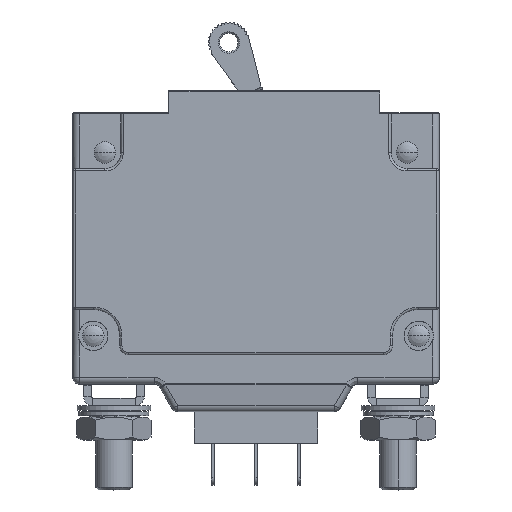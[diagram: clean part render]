
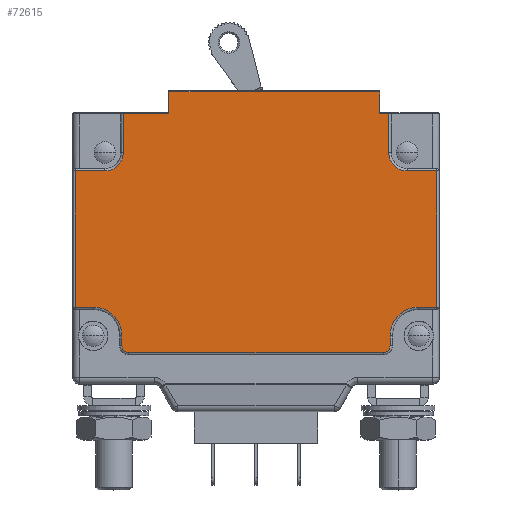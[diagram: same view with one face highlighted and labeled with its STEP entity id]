
A CAD part, top view. The second image highlights one B-rep face of the part: STEP entity #72615.
In plain terms, the highlighted planar face has unit normal (0, 0, 1).
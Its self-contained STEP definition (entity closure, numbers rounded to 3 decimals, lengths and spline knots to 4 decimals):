
#2701=DIRECTION('',(0.,-1.,0.));
#2702=VECTOR('',#2701,0.9293);
#2703=CARTESIAN_POINT('',(-1.3583,-0.2104,
0.372));
#2704=LINE('',#2703,#2702);
#2705=DIRECTION('',(-1.,0.,0.));
#2706=VECTOR('',#2705,0.2023);
#2707=CARTESIAN_POINT('',(-1.156,-0.2104,0.372));
#2708=LINE('',#2707,#2706);
#2709=CARTESIAN_POINT('',(-1.156,-0.085,0.372));
#2710=DIRECTION('',(0.,0.,-1.));
#2711=DIRECTION('',(1.,0.,0.));
#2712=AXIS2_PLACEMENT_3D('',#2709,#2710,#2711);
#2714=DIRECTION('',(0.,-1.,0.));
#2715=VECTOR('',#2714,0.268);
#2716=CARTESIAN_POINT('',(-1.0306,0.183,
0.372));
#2717=LINE('',#2716,#2715);
#2718=DIRECTION('',(-1.,0.,0.));
#2719=VECTOR('',#2718,0.3116);
#2720=CARTESIAN_POINT('',(-0.719,0.183,0.372));
#2721=LINE('',#2720,#2719);
#2722=DIRECTION('',(-1.,0.,0.));
#2723=VECTOR('',#2722,1.438);
#2724=CARTESIAN_POINT('',(0.719,0.3282,0.372));
#2725=LINE('',#2724,#2723);
#2726=DIRECTION('',(0.,-1.,0.));
#2727=VECTOR('',#2726,0.1451);
#2728=CARTESIAN_POINT('',(0.719,0.3282,0.372));
#2729=LINE('',#2728,#2727);
#2730=DIRECTION('',(-1.,0.,0.));
#2731=VECTOR('',#2730,0.0616);
#2732=CARTESIAN_POINT('',(0.7806,0.183,0.372));
#2733=LINE('',#2732,#2731);
#2734=DIRECTION('',(0.,1.,0.));
#2735=VECTOR('',#2734,0.268);
#2736=CARTESIAN_POINT('',(0.7806,-0.085,0.372));
#2737=LINE('',#2736,#2735);
#2738=CARTESIAN_POINT('',(0.906,-0.085,0.372));
#2739=DIRECTION('',(0.,0.,-1.));
#2740=DIRECTION('',(0.,-1.,0.));
#2741=AXIS2_PLACEMENT_3D('',#2738,#2739,#2740);
#2743=DIRECTION('',(-1.,0.,0.));
#2744=VECTOR('',#2743,0.2023);
#2745=CARTESIAN_POINT('',(1.1083,-0.2104,
0.372));
#2746=LINE('',#2745,#2744);
#2747=DIRECTION('',(0.,1.,0.));
#2748=VECTOR('',#2747,0.9293);
#2749=CARTESIAN_POINT('',(1.1083,-1.1396,
0.372));
#2750=LINE('',#2749,#2748);
#2751=DIRECTION('',(1.,0.,0.));
#2752=VECTOR('',#2751,0.1233);
#2753=CARTESIAN_POINT('',(0.985,-1.1396,0.372));
#2754=LINE('',#2753,#2752);
#2755=CARTESIAN_POINT('',(0.985,-1.335,0.372));
#2756=DIRECTION('',(0.,0.,-1.));
#2757=DIRECTION('',(-1.,0.,0.));
#2758=AXIS2_PLACEMENT_3D('',#2755,#2756,#2757);
#2760=DIRECTION('',(0.,1.,0.));
#2761=VECTOR('',#2760,0.068);
#2762=CARTESIAN_POINT('',(0.7896,-1.403,0.372));
#2763=LINE('',#2762,#2761);
#2764=CARTESIAN_POINT('',(0.743,-1.403,0.372));
#2765=DIRECTION('',(0.,0.,1.));
#2766=DIRECTION('',(0.,-1.,0.));
#2767=AXIS2_PLACEMENT_3D('',#2764,#2765,#2766);
#2769=DIRECTION('',(1.,0.,0.));
#2770=VECTOR('',#2769,1.736);
#2771=CARTESIAN_POINT('',(-0.993,-1.4496,0.372));
#2772=LINE('',#2771,#2770);
#2773=CARTESIAN_POINT('',(-0.993,-1.403,0.372));
#2774=DIRECTION('',(0.,0.,1.));
#2775=DIRECTION('',(-1.,0.,0.));
#2776=AXIS2_PLACEMENT_3D('',#2773,#2774,#2775);
#2778=DIRECTION('',(0.,-1.,0.));
#2779=VECTOR('',#2778,0.068);
#2780=CARTESIAN_POINT('',(-1.0396,-1.335,0.372));
#2781=LINE('',#2780,#2779);
#2782=CARTESIAN_POINT('',(-1.235,-1.335,0.372));
#2783=DIRECTION('',(0.,0.,-1.));
#2784=DIRECTION('',(0.,1.,0.));
#2785=AXIS2_PLACEMENT_3D('',#2782,#2783,#2784);
#2787=DIRECTION('',(1.,0.,0.));
#2788=VECTOR('',#2787,0.1233);
#2789=CARTESIAN_POINT('',(-1.3583,-1.1396,
0.372));
#2790=LINE('',#2789,#2788);
#4901=CARTESIAN_POINT('',(-1.0306,0.183,
0.372));
#17133=DIRECTION('',(0.,-1.,0.));
#17134=VECTOR('',#17133,0.1451);
#17135=CARTESIAN_POINT('',(-0.719,0.3282,0.372));
#17136=LINE('',#17135,#17134);
#17160=CARTESIAN_POINT('',(0.7806,0.183,0.372));
#68661=CARTESIAN_POINT('',(0.906,-0.2104,0.372));
#68662=CARTESIAN_POINT('',(0.7806,-0.085,0.372));
#68663=VERTEX_POINT('',#68661);
#68664=VERTEX_POINT('',#68662);
#68669=CARTESIAN_POINT('',(-1.0306,-0.085,0.372));
#68670=CARTESIAN_POINT('',(-1.156,-0.2104,0.372));
#68671=VERTEX_POINT('',#68669);
#68672=VERTEX_POINT('',#68670);
#68677=CARTESIAN_POINT('',(0.7896,-1.335,0.372));
#68678=CARTESIAN_POINT('',(0.985,-1.1396,0.372));
#68679=VERTEX_POINT('',#68677);
#68680=VERTEX_POINT('',#68678);
#68685=CARTESIAN_POINT('',(0.7896,-1.403,0.372));
#68686=VERTEX_POINT('',#68685);
#68689=CARTESIAN_POINT('',(0.743,-1.4496,0.372));
#68690=VERTEX_POINT('',#68689);
#68693=CARTESIAN_POINT('',(-0.993,-1.4496,0.372));
#68694=VERTEX_POINT('',#68693);
#68697=CARTESIAN_POINT('',(-1.0396,-1.403,0.372));
#68698=VERTEX_POINT('',#68697);
#68701=CARTESIAN_POINT('',(-1.0396,-1.335,0.372));
#68702=VERTEX_POINT('',#68701);
#68705=CARTESIAN_POINT('',(-1.235,-1.1396,0.372));
#68706=VERTEX_POINT('',#68705);
#69094=VERTEX_POINT('',#17160);
#69097=VERTEX_POINT('',#4901);
#69202=CARTESIAN_POINT('',(-1.3583,-1.1396,
0.372));
#69203=VERTEX_POINT('',#69202);
#69204=CARTESIAN_POINT('',(-1.3583,-0.2104,
0.372));
#69205=VERTEX_POINT('',#69204);
#69222=CARTESIAN_POINT('',(1.1083,-0.2104,
0.372));
#69223=VERTEX_POINT('',#69222);
#69224=CARTESIAN_POINT('',(1.1083,-1.1396,
0.372));
#69225=VERTEX_POINT('',#69224);
#69238=CARTESIAN_POINT('',(0.719,0.183,0.372));
#69239=VERTEX_POINT('',#69238);
#69240=CARTESIAN_POINT('',(-0.719,0.183,0.372));
#69241=VERTEX_POINT('',#69240);
#69345=CARTESIAN_POINT('',(-0.719,0.3282,0.372));
#69347=VERTEX_POINT('',#69345);
#69351=CARTESIAN_POINT('',(0.719,0.3282,0.372));
#69352=VERTEX_POINT('',#69351);
#72565=CARTESIAN_POINT('',(0.,0.,0.372));
#72566=DIRECTION('',(0.,0.,-1.));
#72567=DIRECTION('',(-1.,0.,0.));
#72568=AXIS2_PLACEMENT_3D('',#72565,#72566,#72567);
#72569=PLANE('',#72568);
#72571=ORIENTED_EDGE('',*,*,#72570,.F.);
#72573=ORIENTED_EDGE('',*,*,#72572,.F.);
#72575=ORIENTED_EDGE('',*,*,#72574,.F.);
#72577=ORIENTED_EDGE('',*,*,#72576,.F.);
#72579=ORIENTED_EDGE('',*,*,#72578,.F.);
#72581=ORIENTED_EDGE('',*,*,#72580,.F.);
#72583=ORIENTED_EDGE('',*,*,#72582,.F.);
#72585=ORIENTED_EDGE('',*,*,#72584,.T.);
#72587=ORIENTED_EDGE('',*,*,#72586,.F.);
#72589=ORIENTED_EDGE('',*,*,#72588,.F.);
#72591=ORIENTED_EDGE('',*,*,#72590,.F.);
#72592=ORIENTED_EDGE('',*,*,#72556,.F.);
#72594=ORIENTED_EDGE('',*,*,#72593,.F.);
#72596=ORIENTED_EDGE('',*,*,#72595,.F.);
#72598=ORIENTED_EDGE('',*,*,#72597,.F.);
#72600=ORIENTED_EDGE('',*,*,#72599,.F.);
#72602=ORIENTED_EDGE('',*,*,#72601,.F.);
#72604=ORIENTED_EDGE('',*,*,#72603,.F.);
#72606=ORIENTED_EDGE('',*,*,#72605,.F.);
#72608=ORIENTED_EDGE('',*,*,#72607,.F.);
#72610=ORIENTED_EDGE('',*,*,#72609,.F.);
#72612=ORIENTED_EDGE('',*,*,#72611,.F.);
#72613=EDGE_LOOP('',(#72571,#72573,#72575,#72577,#72579,#72581,#72583,#72585,
#72587,#72589,#72591,#72592,#72594,#72596,#72598,#72600,#72602,#72604,#72606,
#72608,#72610,#72612));
#72614=FACE_OUTER_BOUND('',#72613,.F.);
#2713=CIRCLE('',#2712,0.1254);
#2742=CIRCLE('',#2741,0.1254);
#2759=CIRCLE('',#2758,0.1954);
#2768=CIRCLE('',#2767,0.0466);
#2777=CIRCLE('',#2776,0.0466);
#2786=CIRCLE('',#2785,0.1954);
#72556=EDGE_CURVE('',#69223,#68663,#2746,.T.);
#72570=EDGE_CURVE('',#69205,#69203,#2704,.T.);
#72572=EDGE_CURVE('',#68672,#69205,#2708,.T.);
#72574=EDGE_CURVE('',#68671,#68672,#2713,.T.);
#72576=EDGE_CURVE('',#69097,#68671,#2717,.T.);
#72578=EDGE_CURVE('',#69241,#69097,#2721,.T.);
#72580=EDGE_CURVE('',#69347,#69241,#17136,.T.);
#72582=EDGE_CURVE('',#69352,#69347,#2725,.T.);
#72584=EDGE_CURVE('',#69352,#69239,#2729,.T.);
#72586=EDGE_CURVE('',#69094,#69239,#2733,.T.);
#72588=EDGE_CURVE('',#68664,#69094,#2737,.T.);
#72590=EDGE_CURVE('',#68663,#68664,#2742,.T.);
#72593=EDGE_CURVE('',#69225,#69223,#2750,.T.);
#72595=EDGE_CURVE('',#68680,#69225,#2754,.T.);
#72597=EDGE_CURVE('',#68679,#68680,#2759,.T.);
#72599=EDGE_CURVE('',#68686,#68679,#2763,.T.);
#72601=EDGE_CURVE('',#68690,#68686,#2768,.T.);
#72603=EDGE_CURVE('',#68694,#68690,#2772,.T.);
#72605=EDGE_CURVE('',#68698,#68694,#2777,.T.);
#72607=EDGE_CURVE('',#68702,#68698,#2781,.T.);
#72609=EDGE_CURVE('',#68706,#68702,#2786,.T.);
#72611=EDGE_CURVE('',#69203,#68706,#2790,.T.);
#72615=ADVANCED_FACE('',(#72614),#72569,.F.);
